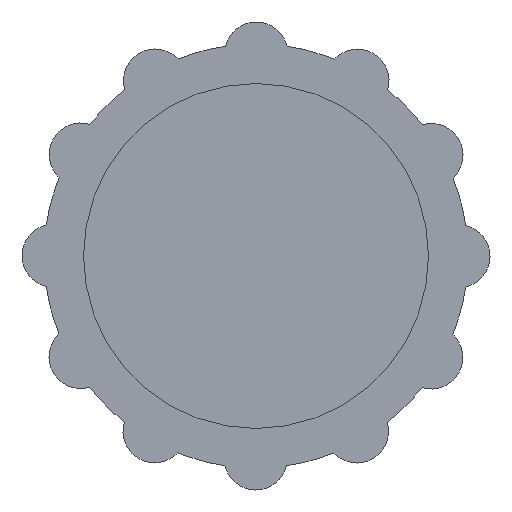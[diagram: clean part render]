
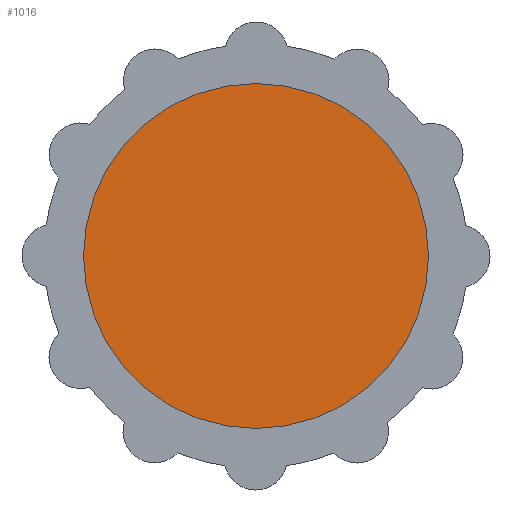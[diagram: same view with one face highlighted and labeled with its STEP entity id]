
A CAD part, left-side view. The second image highlights one B-rep face of the part: STEP entity #1016.
In plain terms, the highlighted planar face has unit normal (-1, 0, 0).
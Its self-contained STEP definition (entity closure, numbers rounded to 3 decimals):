
#171=FACE_OUTER_BOUND('',#228,.T.);
#228=EDGE_LOOP('',(#646));
#289=CIRCLE('',#1097,12.9);
#391=VERTEX_POINT('',#1628);
#493=EDGE_CURVE('',#391,#391,#289,.T.);
#646=ORIENTED_EDGE('',*,*,#493,.F.);
#952=PLANE('',#1096);
#1016=ADVANCED_FACE('',(#171),#952,.F.);
#1096=AXIS2_PLACEMENT_3D('',#1627,#1257,#1258);
#1097=AXIS2_PLACEMENT_3D('',#1629,#1259,#1260);
#1257=DIRECTION('center_axis',(1.,0.,0.));
#1258=DIRECTION('ref_axis',(0.,0.,-1.));
#1259=DIRECTION('center_axis',(1.,0.,0.));
#1260=DIRECTION('ref_axis',(0.,1.,0.));
#1627=CARTESIAN_POINT('Origin',(0.,0.,0.));
#1628=CARTESIAN_POINT('',(0.,-12.9,0.));
#1629=CARTESIAN_POINT('Origin',(0.,0.,0.));
